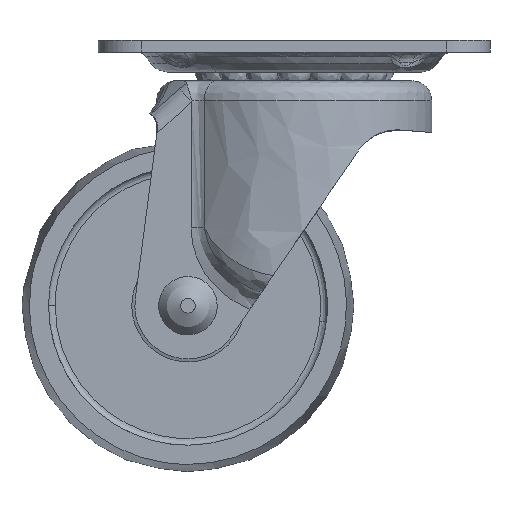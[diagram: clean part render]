
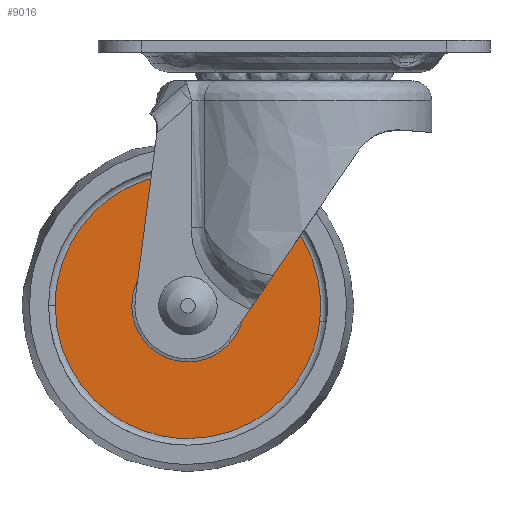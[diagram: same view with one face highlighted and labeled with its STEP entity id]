
A CAD part, front view. The second image highlights one B-rep face of the part: STEP entity #9016.
In plain terms, the highlighted free-form (B-spline) face has degree [1, 1] with [2, 2] control points.
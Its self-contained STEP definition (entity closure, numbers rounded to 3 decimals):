
#8443=CARTESIAN_POINT('',(-2.637,-5.5,8.045));
#8444=VERTEX_POINT('',#8443);
#8458=CARTESIAN_POINT('',(0.0,-5.5,-8.466));
#8459=VERTEX_POINT('',#8458);
#8460=CARTESIAN_POINT('',(-2.637,-5.5,8.045));
#8461=CARTESIAN_POINT('',(-8.466,-5.5,6.134));
#8462=CARTESIAN_POINT('',(-8.466,-5.5,0.));
#8463=CARTESIAN_POINT('',(-8.466,-5.5,-8.466));
#8464=CARTESIAN_POINT('',(0.0,-5.5,-8.466));
#8472=(BOUNDED_CURVE()B_SPLINE_CURVE(2,(#8460,#8461,#8462,#8463,#8464),.UNSPECIFIED.,.F.,.U.)B_SPLINE_CURVE_WITH_KNOTS((3,2,3),(0.553,0.75,1.0),.UNSPECIFIED.)CURVE()GEOMETRIC_REPRESENTATION_ITEM()RATIONAL_B_SPLINE_CURVE((0.902,0.769,1.0,0.707,1.0))REPRESENTATION_ITEM(''));
#8473=EDGE_CURVE('',#8444,#8459,#8472,.T.);
#8475=CARTESIAN_POINT('',(8.295,-5.5,1.691));
#8476=VERTEX_POINT('',#8475);
#8477=CARTESIAN_POINT('',(0.0,-5.5,-8.466));
#8478=CARTESIAN_POINT('',(8.466,-5.5,-8.466));
#8479=CARTESIAN_POINT('',(8.466,-5.5,0.));
#8480=CARTESIAN_POINT('',(8.466,-5.5,0.854));
#8481=CARTESIAN_POINT('',(8.295,-5.5,1.691));
#8489=(BOUNDED_CURVE()B_SPLINE_CURVE(2,(#8477,#8478,#8479,#8480,#8481),.UNSPECIFIED.,.F.,.U.)B_SPLINE_CURVE_WITH_KNOTS((3,2,3),(0.0,0.25,0.284),.UNSPECIFIED.)CURVE()GEOMETRIC_REPRESENTATION_ITEM()RATIONAL_B_SPLINE_CURVE((1.0,0.707,1.0,0.96,0.931))REPRESENTATION_ITEM(''));
#8490=EDGE_CURVE('',#8459,#8476,#8489,.T.);
#8537=CARTESIAN_POINT('',(0.0,-5.5,8.466));
#8538=VERTEX_POINT('',#8537);
#8539=CARTESIAN_POINT('',(8.295,-5.5,1.691));
#8540=CARTESIAN_POINT('',(6.914,-5.5,8.466));
#8541=CARTESIAN_POINT('',(0.0,-5.5,8.466));
#8549=(BOUNDED_CURVE()B_SPLINE_CURVE(2,(#8539,#8540,#8541),.UNSPECIFIED.,.F.,.U.)B_SPLINE_CURVE_WITH_KNOTS((3,3),(0.284,0.5),.UNSPECIFIED.)CURVE()GEOMETRIC_REPRESENTATION_ITEM()RATIONAL_B_SPLINE_CURVE((0.931,0.747,1.0))REPRESENTATION_ITEM(''));
#8550=EDGE_CURVE('',#8476,#8538,#8549,.T.);
#8552=CARTESIAN_POINT('',(0.0,-5.5,8.466));
#8553=CARTESIAN_POINT('',(-1.352,-5.5,8.466));
#8554=CARTESIAN_POINT('',(-2.637,-5.5,8.045));
#8562=(BOUNDED_CURVE()B_SPLINE_CURVE(2,(#8552,#8553,#8554),.UNSPECIFIED.,.F.,.U.)B_SPLINE_CURVE_WITH_KNOTS((3,3),(0.5,0.553),.UNSPECIFIED.)CURVE()GEOMETRIC_REPRESENTATION_ITEM()RATIONAL_B_SPLINE_CURVE((1.0,0.938,0.902))REPRESENTATION_ITEM(''));
#8563=EDGE_CURVE('',#8538,#8444,#8562,.T.);
#8598=CARTESIAN_POINT('',(19.866,-5.5,-2.309));
#8599=VERTEX_POINT('',#8598);
#8600=CARTESIAN_POINT('',(0.0,-5.5,20.0));
#8601=VERTEX_POINT('',#8600);
#8602=CARTESIAN_POINT('',(19.866,-5.5,-2.309));
#8603=CARTESIAN_POINT('',(20.,-5.5,-1.159));
#8604=CARTESIAN_POINT('',(20.0,-5.5,0.));
#8605=CARTESIAN_POINT('',(20.,-5.5,20.));
#8606=CARTESIAN_POINT('',(0.0,-5.5,20.0));
#8614=(BOUNDED_CURVE()B_SPLINE_CURVE(2,(#8602,#8603,#8604,#8605,#8606),.UNSPECIFIED.,.F.,.U.)B_SPLINE_CURVE_WITH_KNOTS((3,2,3),(0.23,0.25,0.5),.UNSPECIFIED.)CURVE()GEOMETRIC_REPRESENTATION_ITEM()RATIONAL_B_SPLINE_CURVE((0.957,0.977,1.0,0.707,1.0))REPRESENTATION_ITEM(''));
#8615=EDGE_CURVE('',#8599,#8601,#8614,.T.);
#8634=CARTESIAN_POINT('',(-20.,-5.5,0.));
#8635=VERTEX_POINT('',#8634);
#8649=CARTESIAN_POINT('',(0.0,-5.5,20.0));
#8650=CARTESIAN_POINT('',(-20.,-5.5,20.));
#8651=CARTESIAN_POINT('',(-20.,-5.5,0.));
#8659=(BOUNDED_CURVE()B_SPLINE_CURVE(2,(#8649,#8650,#8651),.UNSPECIFIED.,.F.,.U.)B_SPLINE_CURVE_WITH_KNOTS((3,3),(0.5,0.75),.UNSPECIFIED.)CURVE()GEOMETRIC_REPRESENTATION_ITEM()RATIONAL_B_SPLINE_CURVE((1.0,0.707,1.))REPRESENTATION_ITEM(''));
#8660=EDGE_CURVE('',#8601,#8635,#8659,.T.);
#8688=CARTESIAN_POINT('',(0.0,-5.5,-20.0));
#8689=VERTEX_POINT('',#8688);
#8690=CARTESIAN_POINT('',(0.0,-5.5,-20.0));
#8691=CARTESIAN_POINT('',(17.81,-5.5,-20.0));
#8692=CARTESIAN_POINT('',(19.866,-5.5,-2.309));
#8700=(BOUNDED_CURVE()B_SPLINE_CURVE(2,(#8690,#8691,#8692),.UNSPECIFIED.,.F.,.U.)B_SPLINE_CURVE_WITH_KNOTS((3,3),(0.0,0.23),.UNSPECIFIED.)CURVE()GEOMETRIC_REPRESENTATION_ITEM()RATIONAL_B_SPLINE_CURVE((1.0,0.731,0.957))REPRESENTATION_ITEM(''));
#8701=EDGE_CURVE('',#8689,#8599,#8700,.T.);
#8703=CARTESIAN_POINT('',(-20.,-5.5,0.));
#8704=CARTESIAN_POINT('',(-20.,-5.5,-20.0));
#8705=CARTESIAN_POINT('',(0.0,-5.5,-20.0));
#8713=(BOUNDED_CURVE()B_SPLINE_CURVE(2,(#8703,#8704,#8705),.UNSPECIFIED.,.F.,.U.)B_SPLINE_CURVE_WITH_KNOTS((3,3),(0.75,1.0),.UNSPECIFIED.)CURVE()GEOMETRIC_REPRESENTATION_ITEM()RATIONAL_B_SPLINE_CURVE((1.,0.707,1.0))REPRESENTATION_ITEM(''));
#8714=EDGE_CURVE('',#8635,#8689,#8713,.T.);
#8999=CARTESIAN_POINT('',(-21.998,-5.5,-21.998));
#9000=CARTESIAN_POINT('',(-21.998,-5.5,21.998));
#9001=CARTESIAN_POINT('',(21.998,-5.5,-21.998));
#9002=CARTESIAN_POINT('',(21.998,-5.5,21.998));
#9003=B_SPLINE_SURFACE_WITH_KNOTS('',1,1,((#8999,#9001),(#9000,#9002)),.UNSPECIFIED.,.F.,.F.,.U.,(2,2),(2,2),(0.0,43.996),(0.0,43.996),.UNSPECIFIED.);
#9004=ORIENTED_EDGE('',*,*,#8701,.T.);
#9005=ORIENTED_EDGE('',*,*,#8615,.T.);
#9006=ORIENTED_EDGE('',*,*,#8660,.T.);
#9007=ORIENTED_EDGE('',*,*,#8714,.T.);
#9008=EDGE_LOOP('',(#9004,#9005,#9006,#9007));
#9009=FACE_OUTER_BOUND('',#9008,.T.);
#9010=ORIENTED_EDGE('',*,*,#8490,.F.);
#9011=ORIENTED_EDGE('',*,*,#8473,.F.);
#9012=ORIENTED_EDGE('',*,*,#8563,.F.);
#9013=ORIENTED_EDGE('',*,*,#8550,.F.);
#9014=EDGE_LOOP('',(#9010,#9011,#9012,#9013));
#9015=FACE_BOUND('',#9014,.T.);
#9016=ADVANCED_FACE('',(#9009,#9015),#9003,.F.);
